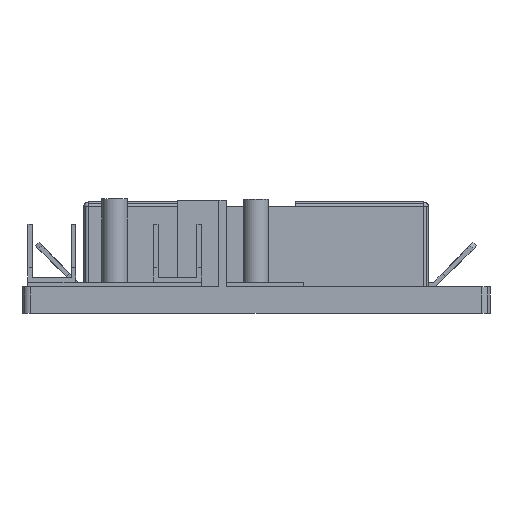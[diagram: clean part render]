
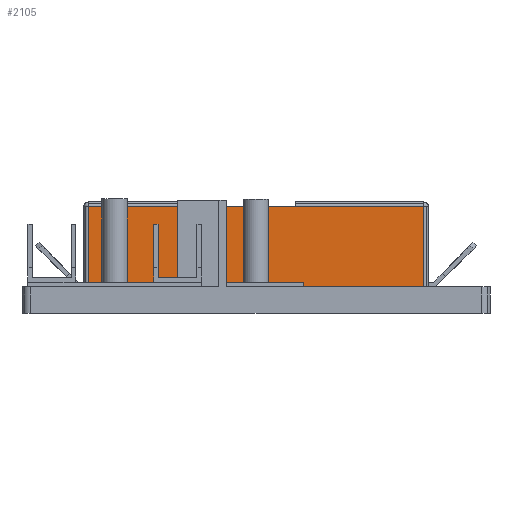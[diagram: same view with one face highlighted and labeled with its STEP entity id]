
A CAD part, front view. The second image highlights one B-rep face of the part: STEP entity #2105.
In plain terms, the highlighted planar face has unit normal (0, -1, 0).
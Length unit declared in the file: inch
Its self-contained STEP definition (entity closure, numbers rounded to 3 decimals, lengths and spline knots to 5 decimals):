
#1106=CARTESIAN_POINT('',(-2.19376,-2.59662,0.188));
#1107=VERTEX_POINT('',#1106);
#1115=CARTESIAN_POINT('',(-2.19376,-2.59662,0.76875));
#1116=VERTEX_POINT('',#1115);
#1117=CARTESIAN_POINT('',(-2.19376,-2.59662,0.188));
#1118=DIRECTION('',(0.0,0.0,1.0));
#1119=VECTOR('',#1118,0.58075);
#1120=LINE('',#1117,#1119);
#1121=EDGE_CURVE('',#1107,#1116,#1120,.T.);
#1483=CARTESIAN_POINT('',(0.22405,-2.59662,0.188));
#1484=VERTEX_POINT('',#1483);
#1492=CARTESIAN_POINT('',(0.22405,-2.59662,0.188));
#1493=DIRECTION('',(-1.0,0.0,0.0));
#1494=VECTOR('',#1493,2.41781);
#1495=LINE('',#1492,#1494);
#1496=EDGE_CURVE('',#1484,#1107,#1495,.T.);
#1803=CARTESIAN_POINT('',(-1.26751,-2.59662,0.76875));
#1804=VERTEX_POINT('',#1803);
#1805=CARTESIAN_POINT('',(-2.19376,-2.59662,0.76875));
#1806=DIRECTION('',(1.0,0.0,0.0));
#1807=VECTOR('',#1806,0.92625);
#1808=LINE('',#1805,#1807);
#1809=EDGE_CURVE('',#1116,#1804,#1808,.T.);
#1902=CARTESIAN_POINT('',(0.22405,-2.59662,0.76875));
#1903=VERTEX_POINT('',#1902);
#2024=CARTESIAN_POINT('',(0.22405,-2.59662,0.76875));
#2025=DIRECTION('',(0.0,0.0,-1.0));
#2026=VECTOR('',#2025,0.58075);
#2027=LINE('',#2024,#2026);
#2028=EDGE_CURVE('',#1903,#1484,#2027,.T.);
#2040=CARTESIAN_POINT('',(-0.70251,-2.59662,0.76875));
#2041=VERTEX_POINT('',#2040);
#2049=CARTESIAN_POINT('',(-0.70251,-2.59662,0.76875));
#2050=DIRECTION('',(1.0,0.0,0.0));
#2051=VECTOR('',#2050,0.92656);
#2052=LINE('',#2049,#2051);
#2053=EDGE_CURVE('',#2041,#1903,#2052,.T.);
#2071=CARTESIAN_POINT('',(0.2553,-2.59662,0.188));
#2072=DIRECTION('',(0.0,-1.0,0.0));
#2073=DIRECTION('',(0.0,0.0,-1.0));
#2074=AXIS2_PLACEMENT_3D('',#2071,#2072,#2073);
#2075=PLANE('',#2074);
#2076=ORIENTED_EDGE('',*,*,#1121,.F.);
#2077=ORIENTED_EDGE('',*,*,#1496,.F.);
#2078=ORIENTED_EDGE('',*,*,#2028,.F.);
#2079=ORIENTED_EDGE('',*,*,#2053,.F.);
#2080=CARTESIAN_POINT('',(-0.70251,-2.59662,0.76654));
#2081=VERTEX_POINT('',#2080);
#2082=CARTESIAN_POINT('',(-0.70251,-2.59662,0.76875));
#2083=DIRECTION('',(0.0,0.0,-1.0));
#2084=VECTOR('',#2083,0.00221);
#2085=LINE('',#2082,#2084);
#2086=EDGE_CURVE('',#2041,#2081,#2085,.T.);
#2087=ORIENTED_EDGE('',*,*,#2086,.T.);
#2088=CARTESIAN_POINT('',(-1.26751,-2.59662,0.76654));
#2089=VERTEX_POINT('',#2088);
#2090=CARTESIAN_POINT('',(-0.70251,-2.59662,0.76654));
#2091=DIRECTION('',(-1.0,0.0,0.0));
#2092=VECTOR('',#2091,0.565);
#2093=LINE('',#2090,#2092);
#2094=EDGE_CURVE('',#2081,#2089,#2093,.T.);
#2095=ORIENTED_EDGE('',*,*,#2094,.T.);
#2096=CARTESIAN_POINT('',(-1.26751,-2.59662,0.76654));
#2097=DIRECTION('',(0.0,0.0,1.0));
#2098=VECTOR('',#2097,0.00221);
#2099=LINE('',#2096,#2098);
#2100=EDGE_CURVE('',#2089,#1804,#2099,.T.);
#2101=ORIENTED_EDGE('',*,*,#2100,.T.);
#2102=ORIENTED_EDGE('',*,*,#1809,.F.);
#2103=EDGE_LOOP('',(#2076,#2077,#2078,#2079,#2087,#2095,#2101,#2102));
#2104=FACE_OUTER_BOUND('',#2103,.T.);
#2105=ADVANCED_FACE('',(#2104),#2075,.T.);
